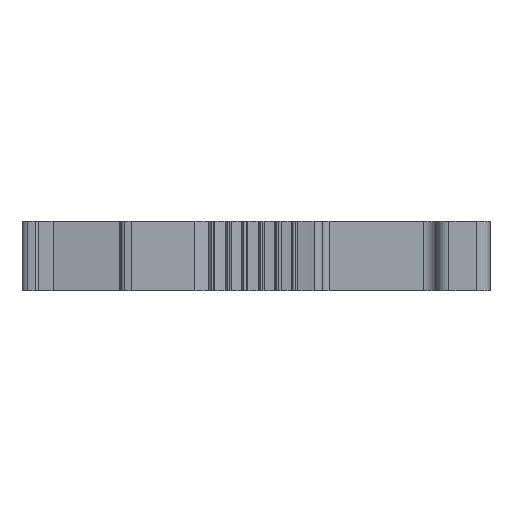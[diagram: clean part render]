
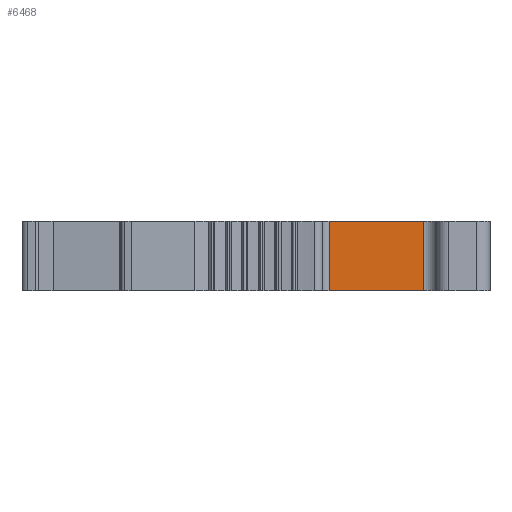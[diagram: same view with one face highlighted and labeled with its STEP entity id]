
A CAD part, left-side view. The second image highlights one B-rep face of the part: STEP entity #6468.
In plain terms, the highlighted planar face has unit normal (-1, 0, 0).
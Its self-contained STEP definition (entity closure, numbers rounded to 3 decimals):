
#158=DIRECTION('',(0.,-1.,0.));
#159=VECTOR('',#158,7.1);
#160=CARTESIAN_POINT('',(-27.1,-5.5,-2.6));
#161=LINE('',#160,#159);
#1549=DIRECTION('',(0.,-1.,0.));
#1550=VECTOR('',#1549,7.1);
#1551=CARTESIAN_POINT('',(-27.1,-5.5,2.6));
#1552=LINE('',#1551,#1550);
#2445=DIRECTION('',(0.,0.,1.));
#2446=VECTOR('',#2445,5.2);
#2447=CARTESIAN_POINT('',(-27.1,-12.6,-2.6));
#2448=LINE('',#2447,#2446);
#2449=DIRECTION('',(0.,0.,1.));
#2450=VECTOR('',#2449,5.2);
#2451=CARTESIAN_POINT('',(-27.1,-5.5,-2.6));
#2452=LINE('',#2451,#2450);
#2751=CARTESIAN_POINT('',(-27.1,-5.5,-2.6));
#2752=VERTEX_POINT('',#2751);
#2753=CARTESIAN_POINT('',(-27.1,-12.6,-2.6));
#2754=VERTEX_POINT('',#2753);
#3017=CARTESIAN_POINT('',(-27.1,-5.5,2.6));
#3018=VERTEX_POINT('',#3017);
#3019=CARTESIAN_POINT('',(-27.1,-12.6,2.6));
#3020=VERTEX_POINT('',#3019);
#6456=CARTESIAN_POINT('',(-27.1,-5.5,-2.6));
#6457=DIRECTION('',(-1.,0.,0.));
#6458=DIRECTION('',(0.,-1.,0.));
#6459=AXIS2_PLACEMENT_3D('',#6456,#6457,#6458);
#6460=PLANE('',#6459);
#6461=ORIENTED_EDGE('',*,*,#3591,.F.);
#6463=ORIENTED_EDGE('',*,*,#6462,.T.);
#6464=ORIENTED_EDGE('',*,*,#4606,.T.);
#6465=ORIENTED_EDGE('',*,*,#6449,.F.);
#6466=EDGE_LOOP('',(#6461,#6463,#6464,#6465));
#6467=FACE_OUTER_BOUND('',#6466,.F.);
#6468=ADVANCED_FACE('',(#6467),#6460,.T.);
#3591=EDGE_CURVE('',#2752,#2754,#161,.T.);
#4606=EDGE_CURVE('',#3018,#3020,#1552,.T.);
#6449=EDGE_CURVE('',#2754,#3020,#2448,.T.);
#6462=EDGE_CURVE('',#2752,#3018,#2452,.T.);
